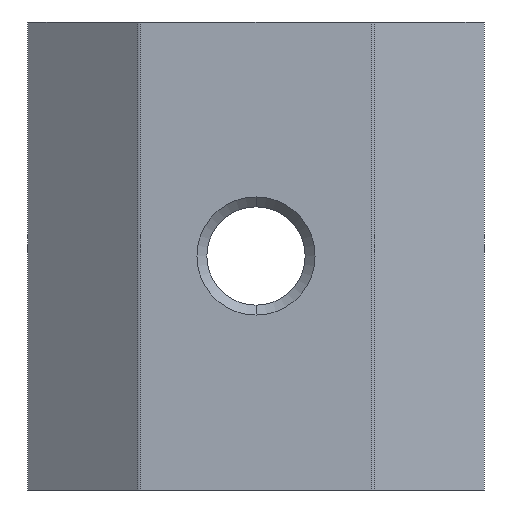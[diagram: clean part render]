
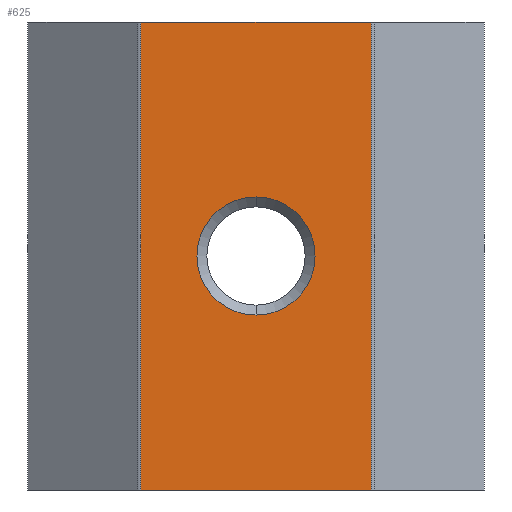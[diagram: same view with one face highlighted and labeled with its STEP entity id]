
A CAD part, front view. The second image highlights one B-rep face of the part: STEP entity #625.
In plain terms, the highlighted planar face has unit normal (0, -1, 0).
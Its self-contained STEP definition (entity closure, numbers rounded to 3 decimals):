
#14 = EDGE_LOOP ( 'NONE', ( #303, #553 ) ) ;
#21 = VERTEX_POINT ( 'NONE', #463 ) ;
#38 = DIRECTION ( 'NONE',  ( 0., 0., 1. ) ) ;
#43 = DIRECTION ( 'NONE',  ( 1., 0., 0. ) ) ;
#60 = DIRECTION ( 'NONE',  ( 0., 0., 1. ) ) ;
#67 = EDGE_LOOP ( 'NONE', ( #124, #445, #178, #491 ) ) ;
#69 = DIRECTION ( 'NONE',  ( 1., 0., 0. ) ) ;
#85 = LINE ( 'NONE', #222, #827 ) ;
#116 = CARTESIAN_POINT ( 'NONE',  ( -5., -10.5, -10. ) ) ;
#124 = ORIENTED_EDGE ( 'NONE', *, *, #378, .T. ) ;
#141 = FACE_OUTER_BOUND ( 'NONE', #67, .T. ) ;
#156 = AXIS2_PLACEMENT_3D ( 'NONE', #724, #661, #196 ) ;
#178 = ORIENTED_EDGE ( 'NONE', *, *, #616, .F. ) ;
#186 = LINE ( 'NONE', #329, #822 ) ;
#190 = VERTEX_POINT ( 'NONE', #460 ) ;
#196 = DIRECTION ( 'NONE',  ( 0., 0., 1. ) ) ;
#211 = FACE_BOUND ( 'NONE', #14, .T. ) ;
#222 = CARTESIAN_POINT ( 'NONE',  ( -4.931, -10.5, 10. ) ) ;
#282 = DIRECTION ( 'NONE',  ( 0., 0., -1. ) ) ;
#303 = ORIENTED_EDGE ( 'NONE', *, *, #646, .T. ) ;
#322 = CIRCLE ( 'NONE', #156, 2.525 ) ;
#323 = CIRCLE ( 'NONE', #668, 2.525 ) ;
#329 = CARTESIAN_POINT ( 'NONE',  ( 4.931, -10.5, 10. ) ) ;
#334 = LINE ( 'NONE', #116, #505 ) ;
#364 = EDGE_CURVE ( 'NONE', #815, #21, #322, .T. ) ;
#378 = EDGE_CURVE ( 'NONE', #534, #440, #334, .T. ) ;
#403 = CARTESIAN_POINT ( 'NONE',  ( 0., -10.5, 0. ) ) ;
#414 = PLANE ( 'NONE',  #468 ) ;
#440 = VERTEX_POINT ( 'NONE', #733 ) ;
#443 = EDGE_CURVE ( 'NONE', #440, #657, #186, .T. ) ;
#445 = ORIENTED_EDGE ( 'NONE', *, *, #443, .T. ) ;
#460 = CARTESIAN_POINT ( 'NONE',  ( -4.931, -10.5, 10. ) ) ;
#463 = CARTESIAN_POINT ( 'NONE',  ( 0., -10.5, -2.525 ) ) ;
#468 = AXIS2_PLACEMENT_3D ( 'NONE', #874, #697, #544 ) ;
#491 = ORIENTED_EDGE ( 'NONE', *, *, #797, .T. ) ;
#505 = VECTOR ( 'NONE', #43, 1000. ) ;
#534 = VERTEX_POINT ( 'NONE', #756 ) ;
#544 = DIRECTION ( 'NONE',  ( 0., 0., 1. ) ) ;
#553 = ORIENTED_EDGE ( 'NONE', *, *, #364, .T. ) ;
#556 = VECTOR ( 'NONE', #69, 1000. ) ;
#575 = CARTESIAN_POINT ( 'NONE',  ( 0., -10.5, 2.525 ) ) ;
#616 = EDGE_CURVE ( 'NONE', #190, #657, #751, .T. ) ;
#625 = ADVANCED_FACE ( 'NONE', ( #211, #141 ), #414, .F. ) ;
#646 = EDGE_CURVE ( 'NONE', #21, #815, #323, .T. ) ;
#657 = VERTEX_POINT ( 'NONE', #775 ) ;
#661 = DIRECTION ( 'NONE',  ( 0., 1., 0. ) ) ;
#668 = AXIS2_PLACEMENT_3D ( 'NONE', #403, #675, #60 ) ;
#675 = DIRECTION ( 'NONE',  ( 0., 1., 0. ) ) ;
#686 = CARTESIAN_POINT ( 'NONE',  ( -5., -10.5, 10. ) ) ;
#697 = DIRECTION ( 'NONE',  ( 0., 1., 0. ) ) ;
#724 = CARTESIAN_POINT ( 'NONE',  ( 0., -10.5, 0. ) ) ;
#733 = CARTESIAN_POINT ( 'NONE',  ( 4.931, -10.5, -10. ) ) ;
#751 = LINE ( 'NONE', #686, #556 ) ;
#756 = CARTESIAN_POINT ( 'NONE',  ( -4.931, -10.5, -10. ) ) ;
#775 = CARTESIAN_POINT ( 'NONE',  ( 4.931, -10.5, 10. ) ) ;
#797 = EDGE_CURVE ( 'NONE', #190, #534, #85, .T. ) ;
#815 = VERTEX_POINT ( 'NONE', #575 ) ;
#822 = VECTOR ( 'NONE', #38, 1000. ) ;
#827 = VECTOR ( 'NONE', #282, 1000. ) ;
#874 = CARTESIAN_POINT ( 'NONE',  ( -5., -10.5, 10. ) ) ;
